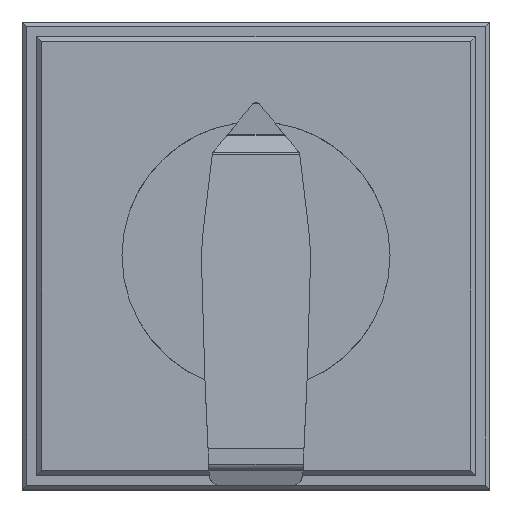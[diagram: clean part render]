
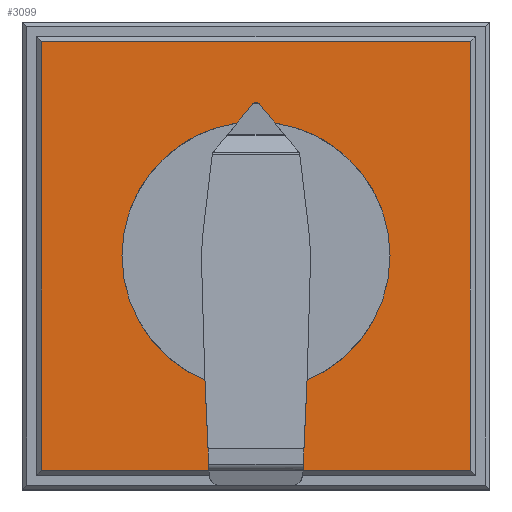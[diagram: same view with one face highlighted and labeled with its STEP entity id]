
A CAD part, top view. The second image highlights one B-rep face of the part: STEP entity #3099.
In plain terms, the highlighted planar face has unit normal (0, 0, 1).
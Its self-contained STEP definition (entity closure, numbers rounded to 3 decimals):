
#3036=CARTESIAN_POINT('',(0.5,-22.,59.7));
#3037=VERTEX_POINT('',#3036);
#3044=CARTESIAN_POINT('',(0.5,22.,59.7));
#3045=VERTEX_POINT('',#3044);
#3046=CARTESIAN_POINT('',(0.5,-22.,59.7));
#3047=DIRECTION('',(0.0,1.0,0.0));
#3048=VECTOR('',#3047,44.);
#3049=LINE('',#3046,#3048);
#3050=EDGE_CURVE('',#3037,#3045,#3049,.T.);
#3069=CARTESIAN_POINT('',(22.5,0.,59.7));
#3070=DIRECTION('',(0.0,0.0,1.0));
#3071=DIRECTION('',(1.0,0.0,0.0));
#3072=AXIS2_PLACEMENT_3D('',#3069,#3070,#3071);
#3073=PLANE('',#3072);
#3074=ORIENTED_EDGE('',*,*,#3050,.F.);
#3075=CARTESIAN_POINT('',(44.5,-22.,59.7));
#3076=VERTEX_POINT('',#3075);
#3077=CARTESIAN_POINT('',(44.5,-22.,59.7));
#3078=DIRECTION('',(-1.0,0.0,0.0));
#3079=VECTOR('',#3078,44.);
#3080=LINE('',#3077,#3079);
#3081=EDGE_CURVE('',#3076,#3037,#3080,.T.);
#3082=ORIENTED_EDGE('',*,*,#3081,.F.);
#3083=CARTESIAN_POINT('',(44.5,22.,59.7));
#3084=VERTEX_POINT('',#3083);
#3085=CARTESIAN_POINT('',(44.5,22.,59.7));
#3086=DIRECTION('',(0.0,-1.0,0.0));
#3087=VECTOR('',#3086,44.);
#3088=LINE('',#3085,#3087);
#3089=EDGE_CURVE('',#3084,#3076,#3088,.T.);
#3090=ORIENTED_EDGE('',*,*,#3089,.F.);
#3091=CARTESIAN_POINT('',(0.5,22.,59.7));
#3092=DIRECTION('',(1.0,0.0,0.0));
#3093=VECTOR('',#3092,44.);
#3094=LINE('',#3091,#3093);
#3095=EDGE_CURVE('',#3045,#3084,#3094,.T.);
#3096=ORIENTED_EDGE('',*,*,#3095,.F.);
#3097=EDGE_LOOP('',(#3074,#3082,#3090,#3096));
#3098=FACE_OUTER_BOUND('',#3097,.T.);
#3099=ADVANCED_FACE('',(#3098),#3073,.T.);
